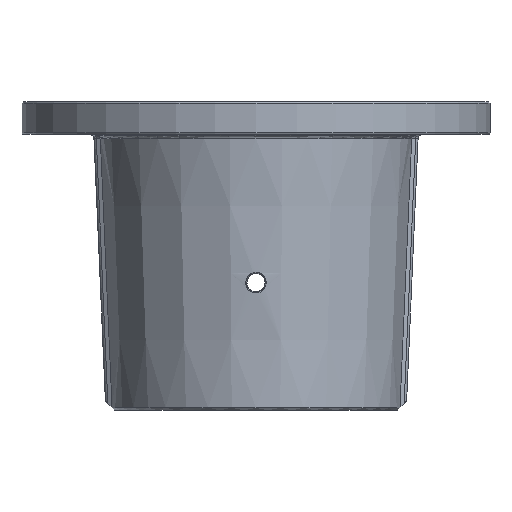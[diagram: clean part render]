
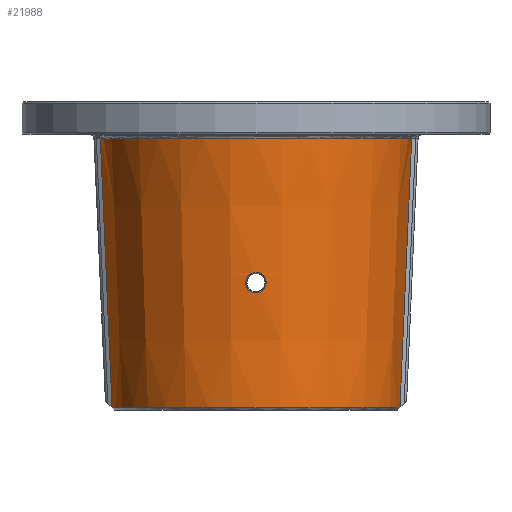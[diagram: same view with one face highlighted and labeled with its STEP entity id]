
A CAD part, left-side view. The second image highlights one B-rep face of the part: STEP entity #21988.
In plain terms, the highlighted conical face has half-angle 2.5 degrees and reference radius 73.239 mm.
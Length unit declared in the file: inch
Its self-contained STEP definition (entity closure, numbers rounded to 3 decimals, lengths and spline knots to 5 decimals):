
#240=CARTESIAN_POINT('',(-2.86868,0.19854,
-3.5006));
#241=CARTESIAN_POINT('',(-2.86951,0.19854,
-3.48166));
#242=CARTESIAN_POINT('',(-2.87147,0.19332,
-3.44518));
#243=CARTESIAN_POINT('',(-2.87533,0.16958,
-3.39227));
#244=CARTESIAN_POINT('',(-2.87932,0.13077,
-3.34844));
#245=CARTESIAN_POINT('',(-2.88236,0.08503,
-3.31911));
#246=CARTESIAN_POINT('',(-2.88425,0.02922,
-3.30225));
#247=CARTESIAN_POINT('',(-2.88426,-0.02848,
-3.30212));
#248=CARTESIAN_POINT('',(-2.88239,-0.08437,
-3.31884));
#249=CARTESIAN_POINT('',(-2.87939,-0.12995,
-3.34775));
#250=CARTESIAN_POINT('',(-2.87539,-0.16916,
-3.3916));
#251=CARTESIAN_POINT('',(-2.87152,-0.19311,
-3.44437));
#252=CARTESIAN_POINT('',(-2.86952,-0.19854,
-3.48133));
#253=CARTESIAN_POINT('',(-2.86868,-0.19854,
-3.5006));
#255=CARTESIAN_POINT('',(-2.86868,-0.19854,
-3.5006));
#256=CARTESIAN_POINT('',(-2.86784,-0.19854,
-3.51991));
#257=CARTESIAN_POINT('',(-2.86659,-0.19313,
-3.55689));
#258=CARTESIAN_POINT('',(-2.86585,-0.1686,
-3.61047));
#259=CARTESIAN_POINT('',(-2.86604,-0.12978,
-3.65308));
#260=CARTESIAN_POINT('',(-2.86646,-0.08911,
-3.67951));
#261=CARTESIAN_POINT('',(-2.8669,-0.03658,
-3.69771));
#262=CARTESIAN_POINT('',(-2.86696,0.02351,
-3.69985));
#263=CARTESIAN_POINT('',(-2.86655,0.08082,
-3.684));
#264=CARTESIAN_POINT('',(-2.86604,0.12826,
-3.65493));
#265=CARTESIAN_POINT('',(-2.86585,0.16824,
-3.611));
#266=CARTESIAN_POINT('',(-2.86657,0.19291,
-3.55771));
#267=CARTESIAN_POINT('',(-2.86782,0.19853,
-3.5202));
#268=CARTESIAN_POINT('',(-2.86868,0.19854,
-3.5006));
#270=CARTESIAN_POINT('',(0.,0.,-5.90703));
#271=DIRECTION('',(0.,0.,1.));
#272=DIRECTION('',(-0.044,0.999,0.));
#273=AXIS2_PLACEMENT_3D('',#270,#271,#272);
#275=CARTESIAN_POINT('',(-0.12269,2.9938,
-0.73438));
#276=CARTESIAN_POINT('',(-0.12271,2.96846,
-1.31423));
#277=CARTESIAN_POINT('',(-0.12273,2.91793,
-2.47053));
#278=CARTESIAN_POINT('',(-0.12277,2.84258,
-4.19485));
#279=CARTESIAN_POINT('',(-0.1228,2.79264,
-5.33745));
#280=CARTESIAN_POINT('',(-0.12281,2.76775,
-5.90703));
#282=CARTESIAN_POINT('',(-0.12272,2.99388,
-0.73259));
#283=CARTESIAN_POINT('',(-0.12272,2.99387,
-0.73279));
#284=CARTESIAN_POINT('',(-0.12271,2.99385,
-0.73319));
#285=CARTESIAN_POINT('',(-0.1227,2.99383,
-0.73378));
#286=CARTESIAN_POINT('',(-0.12269,2.99381,
-0.73418));
#287=CARTESIAN_POINT('',(-0.12269,2.9938,
-0.73438));
#289=CARTESIAN_POINT('',(0.,0.,-0.73259));
#290=DIRECTION('',(0.,0.,-1.));
#291=DIRECTION('',(-0.041,-0.999,0.));
#292=AXIS2_PLACEMENT_3D('',#289,#290,#291);
#294=CARTESIAN_POINT('',(-0.12269,-2.9938,
-0.73438));
#295=CARTESIAN_POINT('',(-0.12269,-2.99381,
-0.73418));
#296=CARTESIAN_POINT('',(-0.1227,-2.99383,
-0.73378));
#297=CARTESIAN_POINT('',(-0.12271,-2.99385,
-0.73319));
#298=CARTESIAN_POINT('',(-0.12272,-2.99387,
-0.73279));
#299=CARTESIAN_POINT('',(-0.12272,-2.99388,
-0.73259));
#301=CARTESIAN_POINT('',(-0.12281,-2.76775,
-5.90703));
#302=CARTESIAN_POINT('',(-0.1228,-2.79264,
-5.33749));
#303=CARTESIAN_POINT('',(-0.12277,-2.84257,
-4.19495));
#304=CARTESIAN_POINT('',(-0.12273,-2.91793,
-2.47063));
#305=CARTESIAN_POINT('',(-0.12271,-2.96846,
-1.31428));
#306=CARTESIAN_POINT('',(-0.12269,-2.9938,
-0.73438));
#6433=CARTESIAN_POINT('',(-0.12281,-2.76775,
-5.90703));
#6443=CARTESIAN_POINT('',(-0.12269,-2.9938,
-0.73438));
#6451=CARTESIAN_POINT('',(-0.12272,-2.99388,
-0.73259));
#6464=CARTESIAN_POINT('',(-0.12272,2.99388,
-0.73259));
#6470=CARTESIAN_POINT('',(-0.12281,2.76775,
-5.90703));
#17854=VERTEX_POINT('',#6451);
#17856=VERTEX_POINT('',#6464);
#21190=VERTEX_POINT('',#287);
#21197=VERTEX_POINT('',#6443);
#21206=VERTEX_POINT('',#240);
#21207=VERTEX_POINT('',#253);
#21323=VERTEX_POINT('',#6470);
#21328=VERTEX_POINT('',#6433);
#21963=CARTESIAN_POINT('',(0.,0.,-3.31981));
#21964=DIRECTION('',(0.,0.,1.));
#21965=DIRECTION('',(1.,0.,0.));
#21966=AXIS2_PLACEMENT_3D('',#21963,#21964,#21965);
#21967=CONICAL_SURFACE('',#21966,2.88343,2.5);
#21969=ORIENTED_EDGE('',*,*,#21968,.F.);
#21971=ORIENTED_EDGE('',*,*,#21970,.F.);
#21973=ORIENTED_EDGE('',*,*,#21972,.F.);
#21975=ORIENTED_EDGE('',*,*,#21974,.F.);
#21977=ORIENTED_EDGE('',*,*,#21976,.F.);
#21979=ORIENTED_EDGE('',*,*,#21978,.F.);
#21980=EDGE_LOOP('',(#21969,#21971,#21973,#21975,#21977,#21979));
#21981=FACE_OUTER_BOUND('',#21980,.F.);
#21983=ORIENTED_EDGE('',*,*,#21982,.F.);
#21985=ORIENTED_EDGE('',*,*,#21984,.F.);
#21986=EDGE_LOOP('',(#21983,#21985));
#21987=FACE_BOUND('',#21986,.F.);
#21988=ADVANCED_FACE('',(#21981,#21987),#21967,.T.);
#254=B_SPLINE_CURVE_WITH_KNOTS('',3,(#240,#241,#242,#243,#244,#245,#246,#247,
#248,#249,#250,#251,#252,#253),.UNSPECIFIED.,.F.,.F.,(4,1,1,1,1,1,1,1,1,1,1,4),(
0.,0.09091,0.18182,0.27273,0.36364,
0.45455,0.54545,0.63636,0.72727,
0.81818,0.90909,1.),.UNSPECIFIED.);
#269=B_SPLINE_CURVE_WITH_KNOTS('',3,(#255,#256,#257,#258,#259,#260,#261,#262,
#263,#264,#265,#266,#267,#268),.UNSPECIFIED.,.F.,.F.,(4,1,1,1,1,1,1,1,1,1,1,4),(
0.,0.09091,0.18182,0.27273,0.36364,
0.45455,0.54545,0.63636,0.72727,
0.81818,0.90909,1.),.UNSPECIFIED.);
#274=CIRCLE('',#273,2.77047);
#281=B_SPLINE_CURVE_WITH_KNOTS('',3,(#275,#276,#277,#278,#279,#280),
.UNSPECIFIED.,.F.,.F.,(4,1,1,4),(0.,0.33333,0.66667,1.),
.UNSPECIFIED.);
#288=B_SPLINE_CURVE_WITH_KNOTS('',3,(#282,#283,#284,#285,#286,#287),
.UNSPECIFIED.,.F.,.F.,(4,1,1,4),(0.,0.33333,0.66667,1.),
.UNSPECIFIED.);
#293=CIRCLE('',#292,2.99639);
#300=B_SPLINE_CURVE_WITH_KNOTS('',3,(#294,#295,#296,#297,#298,#299),
.UNSPECIFIED.,.F.,.F.,(4,1,1,4),(0.,0.33333,0.66667,1.),
.UNSPECIFIED.);
#307=B_SPLINE_CURVE_WITH_KNOTS('',3,(#301,#302,#303,#304,#305,#306),
.UNSPECIFIED.,.F.,.F.,(4,1,1,4),(0.,0.33333,0.66667,1.),
.UNSPECIFIED.);
#21968=EDGE_CURVE('',#21323,#21328,#274,.T.);
#21970=EDGE_CURVE('',#21190,#21323,#281,.T.);
#21972=EDGE_CURVE('',#17856,#21190,#288,.T.);
#21974=EDGE_CURVE('',#17854,#17856,#293,.T.);
#21976=EDGE_CURVE('',#21197,#17854,#300,.T.);
#21978=EDGE_CURVE('',#21328,#21197,#307,.T.);
#21982=EDGE_CURVE('',#21206,#21207,#254,.T.);
#21984=EDGE_CURVE('',#21207,#21206,#269,.T.);
